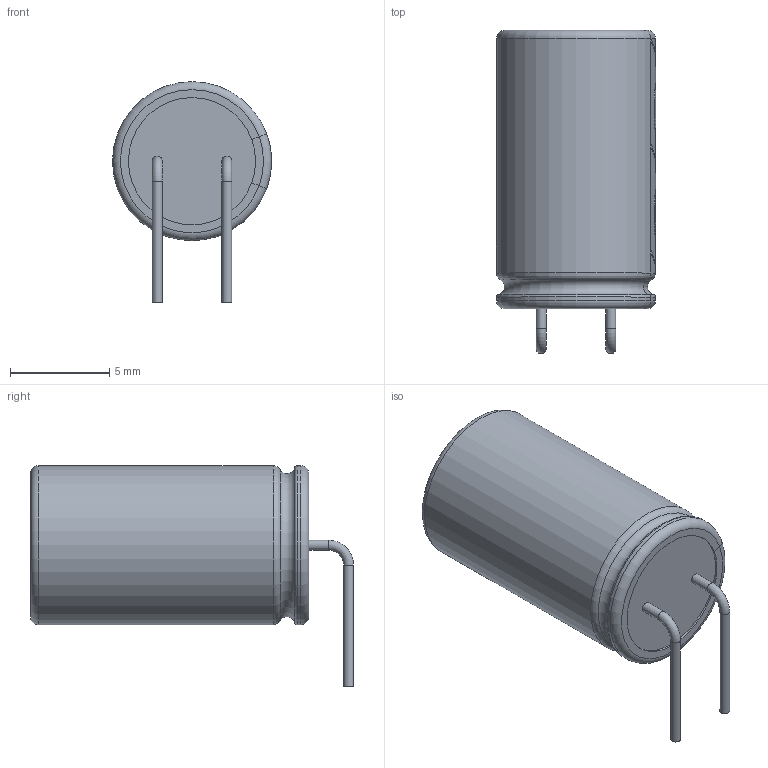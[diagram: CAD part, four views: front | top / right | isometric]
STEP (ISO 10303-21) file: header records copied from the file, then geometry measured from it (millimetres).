
FILE_DESCRIPTION(('STEP AP214'), '1');
FILE_NAME('El_Cap_LA', '', ('UNSPECIFIED'), ('UNSPECIFIED'), 'ASCON STEP Converter 1.6', 'ASCON Math Kernel', '');
FILE_SCHEMA(('AUTOMOTIVE_DESIGN { 1 0 10303 214 3 1 1}'));
Length unit declared in the file: millimetre
Bounding box: 8 x 16.25 x 11.1 mm (x, y, z)
Volume: 691.9 mm3; surface area: 482.7 mm2
Topology: 1 solids, 1 shells, 111 faces, 302 edges, 200 vertices
Faces by surface type: plane 63, cylinder 36, torus 12
Full cylindrical faces by diameter (mm): 0.5 x4, 6.4 x1, 7 x1
Entity records: 4804 total; most frequent: CARTESIAN_POINT 1208, ORIENTED_EDGE 588, DIRECTION 514, EDGE_CURVE 294, VERTEX_POINT 200, AXIS2_PLACEMENT_3D 180, LINE 154, VECTOR 154
